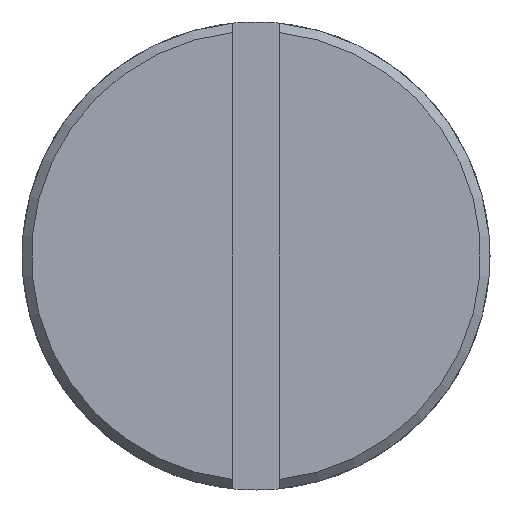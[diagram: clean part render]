
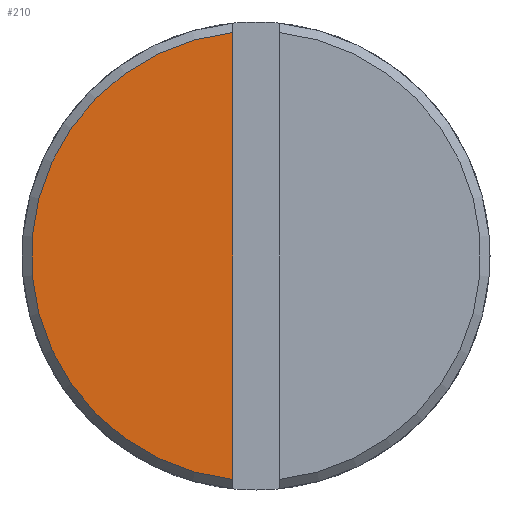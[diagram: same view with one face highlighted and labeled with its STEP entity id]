
A CAD part, front view. The second image highlights one B-rep face of the part: STEP entity #210.
In plain terms, the highlighted planar face has unit normal (0, -1, 0).
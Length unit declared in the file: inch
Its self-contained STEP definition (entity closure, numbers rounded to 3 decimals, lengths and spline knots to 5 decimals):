
#19 = CARTESIAN_POINT ( 'NONE',  ( -0.025, 0., -0.24985 ) ) ;
#53 = CIRCLE ( 'NONE', #496, 0.23985 ) ;
#58 = AXIS2_PLACEMENT_3D ( 'NONE', #479, #240, #328 ) ;
#80 = VERTEX_POINT ( 'NONE', #289 ) ;
#128 = PLANE ( 'NONE',  #58 ) ;
#173 = ORIENTED_EDGE ( 'NONE', *, *, #473, .T. ) ;
#185 = EDGE_LOOP ( 'NONE', ( #173, #696 ) ) ;
#210 = ADVANCED_FACE ( 'NONE', ( #371 ), #128, .F. ) ;
#240 = DIRECTION ( 'NONE',  ( 0., 1., 0. ) ) ;
#258 = CARTESIAN_POINT ( 'NONE',  ( -0.025, 0., -0.23854 ) ) ;
#279 = CARTESIAN_POINT ( 'NONE',  ( 0., 0., 0. ) ) ;
#289 = CARTESIAN_POINT ( 'NONE',  ( -0.025, 0., 0.23854 ) ) ;
#328 = DIRECTION ( 'NONE',  ( 0., 0., 1. ) ) ;
#353 = DIRECTION ( 'NONE',  ( 0., 0., 1. ) ) ;
#371 = FACE_OUTER_BOUND ( 'NONE', #185, .T. ) ;
#473 = EDGE_CURVE ( 'NONE', #80, #876, #53, .T. ) ;
#479 = CARTESIAN_POINT ( 'NONE',  ( 0., 0., 0. ) ) ;
#496 = AXIS2_PLACEMENT_3D ( 'NONE', #279, #753, #353 ) ;
#684 = VECTOR ( 'NONE', #768, 39.37008 ) ;
#696 = ORIENTED_EDGE ( 'NONE', *, *, #736, .T. ) ;
#698 = LINE ( 'NONE', #19, #684 ) ;
#736 = EDGE_CURVE ( 'NONE', #876, #80, #698, .T. ) ;
#753 = DIRECTION ( 'NONE',  ( 0., -1., 0. ) ) ;
#768 = DIRECTION ( 'NONE',  ( 0., 0., 1. ) ) ;
#876 = VERTEX_POINT ( 'NONE', #258 ) ;
